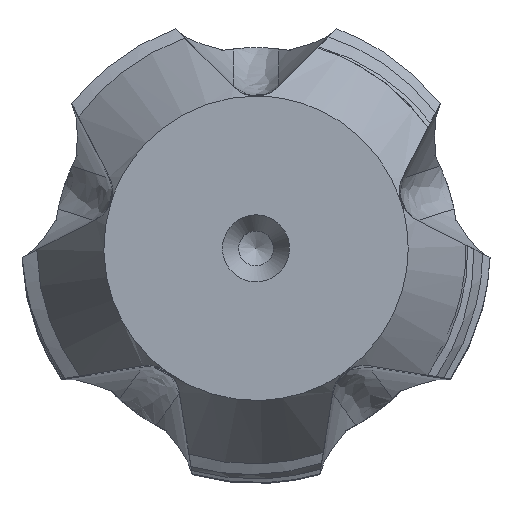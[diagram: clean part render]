
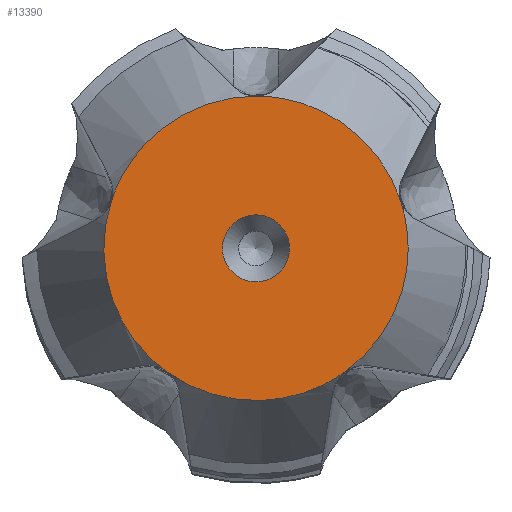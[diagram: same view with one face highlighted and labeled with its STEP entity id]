
A CAD part, top view. The second image highlights one B-rep face of the part: STEP entity #13390.
In plain terms, the highlighted free-form (B-spline) face has degree [1, 1] with [2, 2] control points.
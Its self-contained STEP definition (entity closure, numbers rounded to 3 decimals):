
#12955 = VERTEX_POINT('',#12956);
#12956 = CARTESIAN_POINT('',(-7.975,2.591,
    40.543));
#12969 = EDGE_CURVE('',#12970,#12955,#12972,.T.);
#12970 = VERTEX_POINT('',#12971);
#12971 = CARTESIAN_POINT('',(0.,8.385,
    40.543));
#12972 = ( BOUNDED_CURVE() B_SPLINE_CURVE(2,(#12973,#12974,#12975),
.UNSPECIFIED.,.F.,.F.) B_SPLINE_CURVE_WITH_KNOTS((3,3),(1.571,
2.827),.PIECEWISE_BEZIER_KNOTS.) CURVE() 
GEOMETRIC_REPRESENTATION_ITEM() RATIONAL_B_SPLINE_CURVE((1.,
0.809,1.)) REPRESENTATION_ITEM('') );
#12973 = CARTESIAN_POINT('',(0.,8.385,
    40.543));
#12974 = CARTESIAN_POINT('',(-6.092,8.385,
    40.543));
#12975 = CARTESIAN_POINT('',(-7.975,2.591,
    40.543));
#13016 = VERTEX_POINT('',#13017);
#13017 = CARTESIAN_POINT('',(-4.929,-6.784,
    40.543));
#13030 = EDGE_CURVE('',#12955,#13016,#13031,.T.);
#13031 = ( BOUNDED_CURVE() B_SPLINE_CURVE(2,(#13032,#13033,#13034),
.UNSPECIFIED.,.F.,.F.) B_SPLINE_CURVE_WITH_KNOTS((3,3),(2.827,
4.084),.PIECEWISE_BEZIER_KNOTS.) CURVE() 
GEOMETRIC_REPRESENTATION_ITEM() RATIONAL_B_SPLINE_CURVE((1.,
0.809,1.)) REPRESENTATION_ITEM('') );
#13032 = CARTESIAN_POINT('',(-7.975,2.591,
    40.543));
#13033 = CARTESIAN_POINT('',(-9.857,-3.203,
    40.543));
#13034 = CARTESIAN_POINT('',(-4.929,-6.784,
    40.543));
#13153 = VERTEX_POINT('',#13154);
#13154 = CARTESIAN_POINT('',(4.929,-6.784,
    40.543));
#13167 = EDGE_CURVE('',#13016,#13153,#13168,.T.);
#13168 = ( BOUNDED_CURVE() B_SPLINE_CURVE(2,(#13169,#13170,#13171),
.UNSPECIFIED.,.F.,.F.) B_SPLINE_CURVE_WITH_KNOTS((3,3),(4.084,
5.341),.PIECEWISE_BEZIER_KNOTS.) CURVE() 
GEOMETRIC_REPRESENTATION_ITEM() RATIONAL_B_SPLINE_CURVE((1.,
0.809,1.)) REPRESENTATION_ITEM('') );
#13169 = CARTESIAN_POINT('',(-4.929,-6.784,
    40.543));
#13170 = CARTESIAN_POINT('',(0.,-10.364,
    40.543));
#13171 = CARTESIAN_POINT('',(4.929,-6.784,
    40.543));
#13252 = VERTEX_POINT('',#13253);
#13253 = CARTESIAN_POINT('',(7.975,2.591,
    40.543));
#13266 = EDGE_CURVE('',#13153,#13252,#13267,.T.);
#13267 = ( BOUNDED_CURVE() B_SPLINE_CURVE(2,(#13268,#13269,#13270),
.UNSPECIFIED.,.F.,.F.) B_SPLINE_CURVE_WITH_KNOTS((3,3),(5.341,
6.597),.PIECEWISE_BEZIER_KNOTS.) CURVE() 
GEOMETRIC_REPRESENTATION_ITEM() RATIONAL_B_SPLINE_CURVE((1.,
0.809,1.)) REPRESENTATION_ITEM('') );
#13268 = CARTESIAN_POINT('',(4.929,-6.784,
    40.543));
#13269 = CARTESIAN_POINT('',(9.857,-3.203,
    40.543));
#13270 = CARTESIAN_POINT('',(7.975,2.591,
    40.543));
#13365 = EDGE_CURVE('',#13252,#12970,#13366,.T.);
#13366 = ( BOUNDED_CURVE() B_SPLINE_CURVE(2,(#13367,#13368,#13369),
.UNSPECIFIED.,.F.,.F.) B_SPLINE_CURVE_WITH_KNOTS((3,3),(0.314,
1.571),.PIECEWISE_BEZIER_KNOTS.) CURVE() 
GEOMETRIC_REPRESENTATION_ITEM() RATIONAL_B_SPLINE_CURVE((1.,
0.809,1.)) REPRESENTATION_ITEM('') );
#13367 = CARTESIAN_POINT('',(7.975,2.591,
    40.543));
#13368 = CARTESIAN_POINT('',(6.092,8.385,
    40.543));
#13369 = CARTESIAN_POINT('',(0.,8.385,
    40.543));
#13390 = ADVANCED_FACE('',(#13391,#13405),#13412,.F.);
#13391 = FACE_BOUND('',#13392,.T.);
#13392 = EDGE_LOOP('',(#13393));
#13393 = ORIENTED_EDGE('',*,*,#13394,.T.);
#13394 = EDGE_CURVE('',#13395,#13395,#13397,.T.);
#13395 = VERTEX_POINT('',#13396);
#13396 = CARTESIAN_POINT('',(-1.846,0.,40.543));
#13397 = ( BOUNDED_CURVE() B_SPLINE_CURVE(2,(#13398,#13399,#13400,#13401
    ,#13402,#13403,#13404),.UNSPECIFIED.,.T.,.F.) 
B_SPLINE_CURVE_WITH_KNOTS((1,2,2,2,2,1),(-2.094,0.,
    2.094,4.189,6.283,8.378),
.UNSPECIFIED.) CURVE() GEOMETRIC_REPRESENTATION_ITEM() 
RATIONAL_B_SPLINE_CURVE((1.,0.5,1.,0.5,1.,0.5,1.)) REPRESENTATION_ITEM(
  '') );
#13398 = CARTESIAN_POINT('',(-1.846,0.,40.543));
#13399 = CARTESIAN_POINT('',(-1.846,3.198,
    40.543));
#13400 = CARTESIAN_POINT('',(0.923,1.599,
    40.543));
#13401 = CARTESIAN_POINT('',(3.692,0.,
    40.543));
#13402 = CARTESIAN_POINT('',(0.923,-1.599,
    40.543));
#13403 = CARTESIAN_POINT('',(-1.846,-3.198,
    40.543));
#13404 = CARTESIAN_POINT('',(-1.846,0.,40.543));
#13405 = FACE_BOUND('',#13406,.T.);
#13406 = EDGE_LOOP('',(#13407,#13408,#13409,#13410,#13411));
#13407 = ORIENTED_EDGE('',*,*,#12969,.T.);
#13408 = ORIENTED_EDGE('',*,*,#13030,.T.);
#13409 = ORIENTED_EDGE('',*,*,#13167,.T.);
#13410 = ORIENTED_EDGE('',*,*,#13266,.T.);
#13411 = ORIENTED_EDGE('',*,*,#13365,.T.);
#13412 = B_SPLINE_SURFACE_WITH_KNOTS('',1,1,(
    (#13413,#13414)
    ,(#13415,#13416
    )),.UNSPECIFIED.,.F.,.F.,.F.,(2,2),(2,2),(-8.668,8.668),(
    -8.668,8.668),.PIECEWISE_BEZIER_KNOTS.);
#13413 = CARTESIAN_POINT('',(8.385,-8.385,
    40.543));
#13414 = CARTESIAN_POINT('',(8.385,8.385,
    40.543));
#13415 = CARTESIAN_POINT('',(-8.385,-8.385,
    40.543));
#13416 = CARTESIAN_POINT('',(-8.385,8.385,
    40.543));
